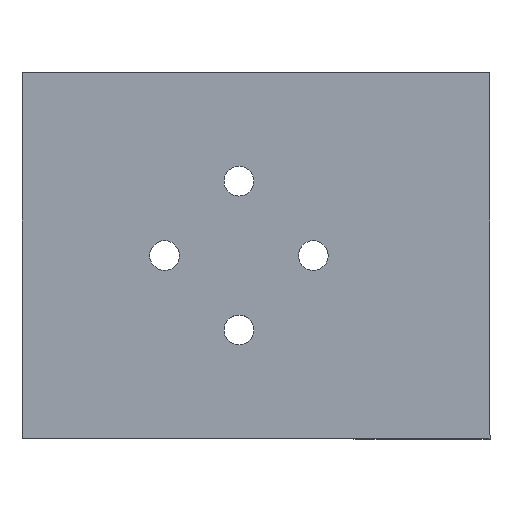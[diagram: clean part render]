
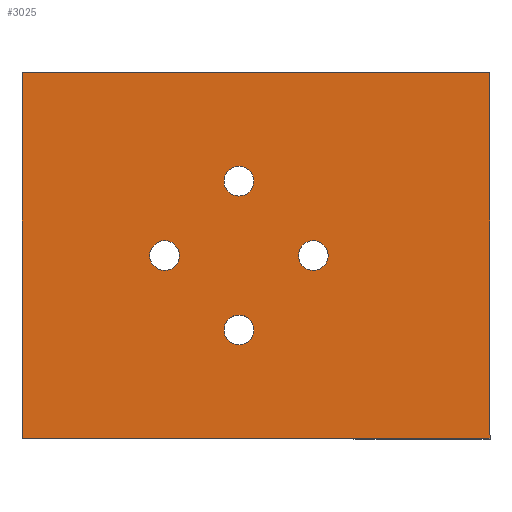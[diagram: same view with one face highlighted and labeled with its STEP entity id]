
A CAD part, top view. The second image highlights one B-rep face of the part: STEP entity #3025.
In plain terms, the highlighted planar face has unit normal (0, 0, 1).
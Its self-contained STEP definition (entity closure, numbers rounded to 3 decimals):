
#95 = FACE_BOUND ( 'NONE', #2352, .T. ) ;
#113 = CIRCLE ( 'NONE', #2789, 1.2 ) ;
#222 = VECTOR ( 'NONE', #3194, 1000. ) ;
#237 = DIRECTION ( 'NONE',  ( 1., 0., 0. ) ) ;
#287 = DIRECTION ( 'NONE',  ( 0., 1., 0. ) ) ;
#301 = DIRECTION ( 'NONE',  ( 0., 1., 0. ) ) ;
#302 = ORIENTED_EDGE ( 'NONE', *, *, #974, .F. ) ;
#384 = CIRCLE ( 'NONE', #1391, 1.2 ) ;
#386 = VERTEX_POINT ( 'NONE', #480 ) ;
#459 = CARTESIAN_POINT ( 'NONE',  ( 2.772, 227.065, 18.893 ) ) ;
#461 = DIRECTION ( 'NONE',  ( 0., 0., -1. ) ) ;
#480 = CARTESIAN_POINT ( 'NONE',  ( 2.772, 216.265, 18.893 ) ) ;
#489 = CARTESIAN_POINT ( 'NONE',  ( 23.022, 235.815, 18.893 ) ) ;
#590 = DIRECTION ( 'NONE',  ( 0., 0., -1. ) ) ;
#617 = AXIS2_PLACEMENT_3D ( 'NONE', #904, #679, #1393 ) ;
#621 = VERTEX_POINT ( 'NONE', #1675 ) ;
#655 = VERTEX_POINT ( 'NONE', #2931 ) ;
#662 = ORIENTED_EDGE ( 'NONE', *, *, #2902, .T. ) ;
#679 = DIRECTION ( 'NONE',  ( 0., 0., -1. ) ) ;
#721 = CARTESIAN_POINT ( 'NONE',  ( 8.772, 221.065, 18.893 ) ) ;
#738 = DIRECTION ( 'NONE',  ( 0., 0., -1. ) ) ;
#752 = LINE ( 'NONE', #2949, #2620 ) ;
#822 = AXIS2_PLACEMENT_3D ( 'NONE', #1111, #2137, #301 ) ;
#823 = ORIENTED_EDGE ( 'NONE', *, *, #979, .T. ) ;
#828 = EDGE_CURVE ( 'NONE', #2013, #1925, #1171, .T. ) ;
#832 = CARTESIAN_POINT ( 'NONE',  ( -17.478, 206.315, 18.893 ) ) ;
#904 = CARTESIAN_POINT ( 'NONE',  ( 2.772, 227.065, 18.893 ) ) ;
#919 = EDGE_CURVE ( 'NONE', #1703, #621, #2162, .T. ) ;
#932 = AXIS2_PLACEMENT_3D ( 'NONE', #721, #738, #1742 ) ;
#936 = DIRECTION ( 'NONE',  ( 0., 1., 0. ) ) ;
#945 = CARTESIAN_POINT ( 'NONE',  ( -3.228, 219.865, 18.893 ) ) ;
#974 = EDGE_CURVE ( 'NONE', #2355, #2446, #752, .T. ) ;
#979 = EDGE_CURVE ( 'NONE', #1925, #2013, #1982, .T. ) ;
#1000 = CARTESIAN_POINT ( 'NONE',  ( 8.772, 219.865, 18.893 ) ) ;
#1001 = CARTESIAN_POINT ( 'NONE',  ( 2.772, 215.065, 18.893 ) ) ;
#1083 = FACE_OUTER_BOUND ( 'NONE', #2103, .T. ) ;
#1102 = ORIENTED_EDGE ( 'NONE', *, *, #1877, .F. ) ;
#1111 = CARTESIAN_POINT ( 'NONE',  ( 23.022, 235.815, 18.893 ) ) ;
#1113 = ORIENTED_EDGE ( 'NONE', *, *, #828, .T. ) ;
#1143 = EDGE_LOOP ( 'NONE', ( #1113, #823 ) ) ;
#1171 = CIRCLE ( 'NONE', #2295, 1.2 ) ;
#1182 = ORIENTED_EDGE ( 'NONE', *, *, #919, .F. ) ;
#1241 = DIRECTION ( 'NONE',  ( 0., 1., 0. ) ) ;
#1304 = CARTESIAN_POINT ( 'NONE',  ( 2.772, 213.865, 18.893 ) ) ;
#1349 = ORIENTED_EDGE ( 'NONE', *, *, #2767, .F. ) ;
#1352 = VERTEX_POINT ( 'NONE', #2995 ) ;
#1358 = CIRCLE ( 'NONE', #617, 1.2 ) ;
#1364 = FACE_BOUND ( 'NONE', #1143, .T. ) ;
#1391 = AXIS2_PLACEMENT_3D ( 'NONE', #459, #3231, #936 ) ;
#1393 = DIRECTION ( 'NONE',  ( 0., 1., 0. ) ) ;
#1411 = CIRCLE ( 'NONE', #2755, 1.2 ) ;
#1460 = ORIENTED_EDGE ( 'NONE', *, *, #2901, .T. ) ;
#1525 = LINE ( 'NONE', #489, #2039 ) ;
#1572 = EDGE_CURVE ( 'NONE', #2255, #1352, #384, .T. ) ;
#1606 = VECTOR ( 'NONE', #1972, 1000. ) ;
#1675 = CARTESIAN_POINT ( 'NONE',  ( -14.728, 206.315, 18.893 ) ) ;
#1684 = DIRECTION ( 'NONE',  ( 0., 0., -1. ) ) ;
#1688 = DIRECTION ( 'NONE',  ( 0., 1., 0. ) ) ;
#1703 = VERTEX_POINT ( 'NONE', #2804 ) ;
#1742 = DIRECTION ( 'NONE',  ( 0., 1., 0. ) ) ;
#1829 = CIRCLE ( 'NONE', #2307, 1.2 ) ;
#1877 = EDGE_CURVE ( 'NONE', #621, #2355, #3226, .T. ) ;
#1882 = EDGE_CURVE ( 'NONE', #655, #2022, #1829, .T. ) ;
#1925 = VERTEX_POINT ( 'NONE', #945 ) ;
#1955 = DIRECTION ( 'NONE',  ( 0., 1., 0. ) ) ;
#1972 = DIRECTION ( 'NONE',  ( 0., 1., 0. ) ) ;
#1982 = CIRCLE ( 'NONE', #2840, 1.2 ) ;
#2013 = VERTEX_POINT ( 'NONE', #2800 ) ;
#2022 = VERTEX_POINT ( 'NONE', #1000 ) ;
#2039 = VECTOR ( 'NONE', #2563, 1000. ) ;
#2057 = ORIENTED_EDGE ( 'NONE', *, *, #1882, .T. ) ;
#2061 = ORIENTED_EDGE ( 'NONE', *, *, #3247, .T. ) ;
#2103 = EDGE_LOOP ( 'NONE', ( #1349, #302, #1102, #1182 ) ) ;
#2113 = CIRCLE ( 'NONE', #932, 1.2 ) ;
#2137 = DIRECTION ( 'NONE',  ( 0., 0., 1. ) ) ;
#2162 = LINE ( 'NONE', #832, #222 ) ;
#2165 = CARTESIAN_POINT ( 'NONE',  ( 23.022, 235.815, 18.893 ) ) ;
#2255 = VERTEX_POINT ( 'NONE', #2656 ) ;
#2295 = AXIS2_PLACEMENT_3D ( 'NONE', #2515, #461, #1241 ) ;
#2307 = AXIS2_PLACEMENT_3D ( 'NONE', #3242, #1684, #1955 ) ;
#2334 = ORIENTED_EDGE ( 'NONE', *, *, #1572, .T. ) ;
#2352 = EDGE_LOOP ( 'NONE', ( #1460, #3023 ) ) ;
#2355 = VERTEX_POINT ( 'NONE', #2773 ) ;
#2398 = FACE_BOUND ( 'NONE', #2472, .T. ) ;
#2446 = VERTEX_POINT ( 'NONE', #2165 ) ;
#2472 = EDGE_LOOP ( 'NONE', ( #2057, #662 ) ) ;
#2476 = CARTESIAN_POINT ( 'NONE',  ( 2.772, 215.065, 18.893 ) ) ;
#2515 = CARTESIAN_POINT ( 'NONE',  ( -3.228, 221.065, 18.893 ) ) ;
#2563 = DIRECTION ( 'NONE',  ( 0., -1., 0. ) ) ;
#2579 = DIRECTION ( 'NONE',  ( 0., 0., -1. ) ) ;
#2620 = VECTOR ( 'NONE', #237, 1000. ) ;
#2656 = CARTESIAN_POINT ( 'NONE',  ( 2.772, 228.265, 18.893 ) ) ;
#2696 = EDGE_CURVE ( 'NONE', #2863, #386, #113, .T. ) ;
#2729 = DIRECTION ( 'NONE',  ( 0., 1., 0. ) ) ;
#2755 = AXIS2_PLACEMENT_3D ( 'NONE', #1001, #2579, #287 ) ;
#2761 = DIRECTION ( 'NONE',  ( 0., 0., -1. ) ) ;
#2767 = EDGE_CURVE ( 'NONE', #2446, #1703, #1525, .T. ) ;
#2773 = CARTESIAN_POINT ( 'NONE',  ( -14.728, 235.815, 18.893 ) ) ;
#2789 = AXIS2_PLACEMENT_3D ( 'NONE', #2476, #590, #2729 ) ;
#2800 = CARTESIAN_POINT ( 'NONE',  ( -3.228, 222.265, 18.893 ) ) ;
#2804 = CARTESIAN_POINT ( 'NONE',  ( 23.022, 206.315, 18.893 ) ) ;
#2840 = AXIS2_PLACEMENT_3D ( 'NONE', #3064, #2761, #1688 ) ;
#2863 = VERTEX_POINT ( 'NONE', #1304 ) ;
#2901 = EDGE_CURVE ( 'NONE', #386, #2863, #1411, .T. ) ;
#2902 = EDGE_CURVE ( 'NONE', #2022, #655, #2113, .T. ) ;
#2927 = CARTESIAN_POINT ( 'NONE',  ( -14.728, 235.815, 18.893 ) ) ;
#2931 = CARTESIAN_POINT ( 'NONE',  ( 8.772, 222.265, 18.893 ) ) ;
#2949 = CARTESIAN_POINT ( 'NONE',  ( -17.478, 235.815, 18.893 ) ) ;
#2977 = EDGE_LOOP ( 'NONE', ( #2334, #2061 ) ) ;
#2995 = CARTESIAN_POINT ( 'NONE',  ( 2.772, 225.865, 18.893 ) ) ;
#3023 = ORIENTED_EDGE ( 'NONE', *, *, #2696, .T. ) ;
#3025 = ADVANCED_FACE ( 'NONE', ( #1083, #95, #2398, #1364, #3122 ), #3092, .T. ) ;
#3064 = CARTESIAN_POINT ( 'NONE',  ( -3.228, 221.065, 18.893 ) ) ;
#3092 = PLANE ( 'NONE',  #822 ) ;
#3122 = FACE_BOUND ( 'NONE', #2977, .T. ) ;
#3194 = DIRECTION ( 'NONE',  ( -1., 0., 0. ) ) ;
#3226 = LINE ( 'NONE', #2927, #1606 ) ;
#3231 = DIRECTION ( 'NONE',  ( 0., 0., -1. ) ) ;
#3242 = CARTESIAN_POINT ( 'NONE',  ( 8.772, 221.065, 18.893 ) ) ;
#3247 = EDGE_CURVE ( 'NONE', #1352, #2255, #1358, .T. ) ;
